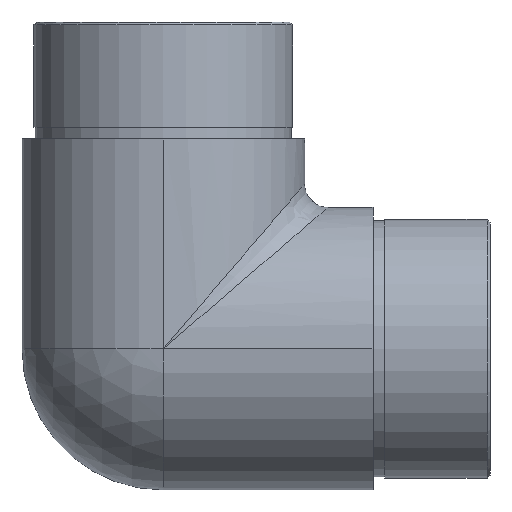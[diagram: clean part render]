
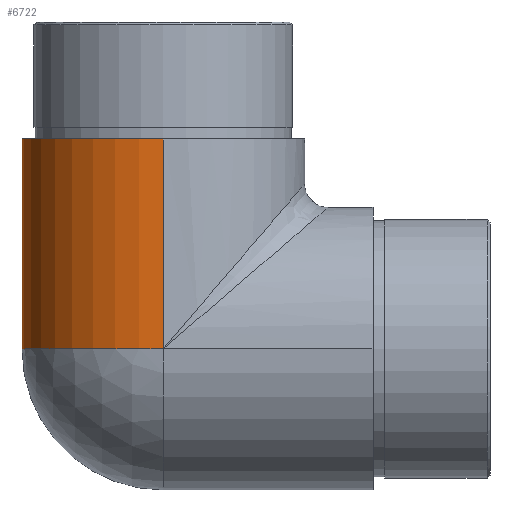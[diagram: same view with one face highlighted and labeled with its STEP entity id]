
A CAD part, left-side view. The second image highlights one B-rep face of the part: STEP entity #6722.
In plain terms, the highlighted cylindrical face has radius 24.15 mm (diameter 48.3 mm), a partial arc.
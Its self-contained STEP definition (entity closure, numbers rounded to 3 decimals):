
#326 = CARTESIAN_POINT ( 'NONE',  ( -24.15, 35.85, 2.072 ) ) ;
#381 = DIRECTION ( 'NONE',  ( 0., -1., 0. ) ) ;
#445 = DIRECTION ( 'NONE',  ( 0., 0., 1. ) ) ;
#629 = EDGE_CURVE ( 'NONE', #9118, #9627, #10722, .T. ) ;
#725 = FACE_OUTER_BOUND ( 'NONE', #7338, .T. ) ;
#1765 = VERTEX_POINT ( 'NONE', #6422 ) ;
#1988 = DIRECTION ( 'NONE',  ( 0., 0., -1. ) ) ;
#2546 = ORIENTED_EDGE ( 'NONE', *, *, #629, .F. ) ;
#3084 = LINE ( 'NONE', #6402, #12633 ) ;
#3978 = DIRECTION ( 'NONE',  ( 0., 0., 1. ) ) ;
#4367 = CARTESIAN_POINT ( 'NONE',  ( -24.15, 35.85, 24.15 ) ) ;
#5302 = ORIENTED_EDGE ( 'NONE', *, *, #6886, .F. ) ;
#6043 = AXIS2_PLACEMENT_3D ( 'NONE', #7413, #11208, #381 ) ;
#6402 = CARTESIAN_POINT ( 'NONE',  ( 0., 60., 0. ) ) ;
#6422 = CARTESIAN_POINT ( 'NONE',  ( -24.15, 35.85, 60. ) ) ;
#6722 = ADVANCED_FACE ( 'NONE', ( #725 ), #11258, .T. ) ;
#6886 = EDGE_CURVE ( 'NONE', #1765, #9118, #8013, .T. ) ;
#7338 = EDGE_LOOP ( 'NONE', ( #2546, #5302, #12364, #9048 ) ) ;
#7413 = CARTESIAN_POINT ( 'NONE',  ( 0., 35.85, 0. ) ) ;
#8013 = LINE ( 'NONE', #326, #9252 ) ;
#8040 = CARTESIAN_POINT ( 'NONE',  ( 0., 60., 24.15 ) ) ;
#9048 = ORIENTED_EDGE ( 'NONE', *, *, #11837, .F. ) ;
#9118 = VERTEX_POINT ( 'NONE', #4367 ) ;
#9252 = VECTOR ( 'NONE', #12264, 1000. ) ;
#9532 = AXIS2_PLACEMENT_3D ( 'NONE', #10898, #3978, #11881 ) ;
#9627 = VERTEX_POINT ( 'NONE', #8040 ) ;
#9929 = CARTESIAN_POINT ( 'NONE',  ( 0., 35.85, 24.15 ) ) ;
#10013 = DIRECTION ( 'NONE',  ( 0., 1., 0. ) ) ;
#10722 = CIRCLE ( 'NONE', #12205, 24.15 ) ;
#10898 = CARTESIAN_POINT ( 'NONE',  ( 0., 35.85, 60. ) ) ;
#11185 = CARTESIAN_POINT ( 'NONE',  ( 0., 60., 60. ) ) ;
#11208 = DIRECTION ( 'NONE',  ( 0., 0., 1. ) ) ;
#11258 = CYLINDRICAL_SURFACE ( 'NONE', #6043, 24.15 ) ;
#11703 = VERTEX_POINT ( 'NONE', #11185 ) ;
#11837 = EDGE_CURVE ( 'NONE', #9627, #11703, #3084, .T. ) ;
#11881 = DIRECTION ( 'NONE',  ( 0., -1., 0. ) ) ;
#12205 = AXIS2_PLACEMENT_3D ( 'NONE', #9929, #1988, #10013 ) ;
#12264 = DIRECTION ( 'NONE',  ( 0., 0., -1. ) ) ;
#12364 = ORIENTED_EDGE ( 'NONE', *, *, #12766, .F. ) ;
#12633 = VECTOR ( 'NONE', #445, 1000. ) ;
#12766 = EDGE_CURVE ( 'NONE', #11703, #1765, #12835, .T. ) ;
#12835 = CIRCLE ( 'NONE', #9532, 24.15 ) ;
